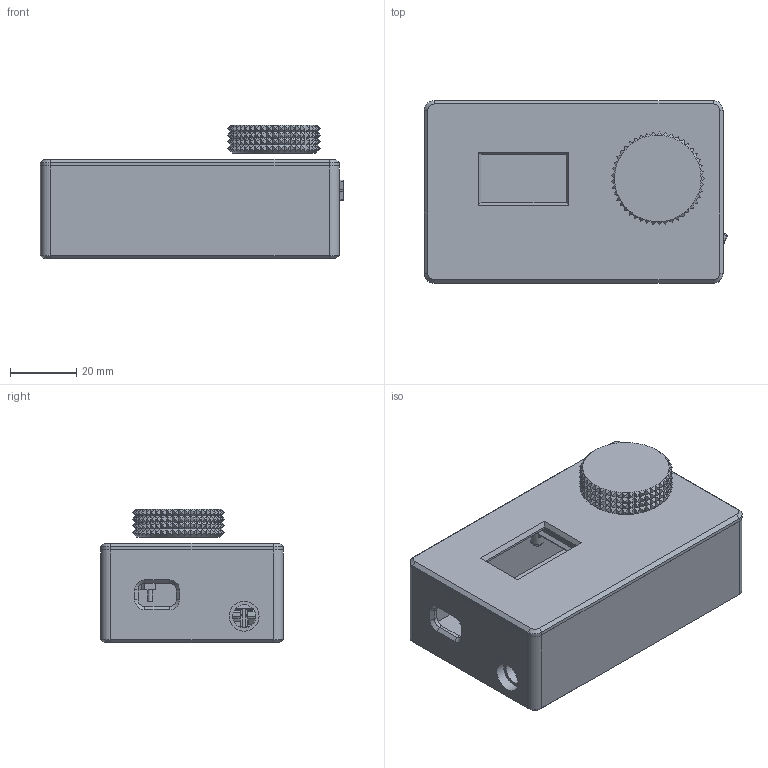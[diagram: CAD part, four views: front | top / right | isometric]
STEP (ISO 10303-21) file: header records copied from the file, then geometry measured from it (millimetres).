
FILE_DESCRIPTION(/* description */ (''),/* implementation_level */ '2;1');
FILE_NAME(/* name */ 'top.stp',/* time_stamp */ '2024-01-02T20:50:51+01:00',/* author */ (''),/* organization */ (''),/* preprocessor_version */ 'ST-DEVELOPER v16',/* originating_system */ 'SIEMENS PLM Software NX 11.0',/* authorisation */ '');
FILE_SCHEMA (('AP203_CONFIGURATION_CONTROLLED_3D_DESIGN_OF_MECHANICAL_PARTS_AND_ASSEMBLIES_MIM_LF { 1 0 10303 403 2 1 2}'));
Products named in the file (6): knob1; bbot; Female DC-Power-to-Screw-Terminals-Adapter_step; top; User Library-KCD11_sldprt; box_assyprt
Assembly tree (5 placements, depth 2):
  box_assyprt
    User Library-KCD11_sldprt
    top
    Female DC-Power-to-Screw-Terminals-Adapter_step
    bbot
    knob1
Bounding box: 91.36 x 55 x 40.32 mm (x, y, z)
Volume: 51887.4 mm3; surface area: 48853.6 mm2
Topology: 7 solids, 7 shells, 1418 faces, 3188 edges, 1825 vertices
Faces by surface type: plane 761, cone 334, cylinder 203, bspline 96, sphere 14, torus 10
Full cylindrical faces by diameter (mm): 1.5 x2, 1.8 x3, 2.5 x3, 3.5 x2, 4 x5, 6.5 x4, 7 x2, 8 x2, 9 x1, 9.8 x1, 12 x1, 22 x1
Entity records: 57284 total; most frequent: CARTESIAN_POINT 24131, ORIENTED_EDGE 6276, DIRECTION 5659, EDGE_CURVE 3138, AXIS2_PLACEMENT_3D 2165, VERTEX_POINT 1807, EDGE_LOOP 1531, ADVANCED_FACE 1418
